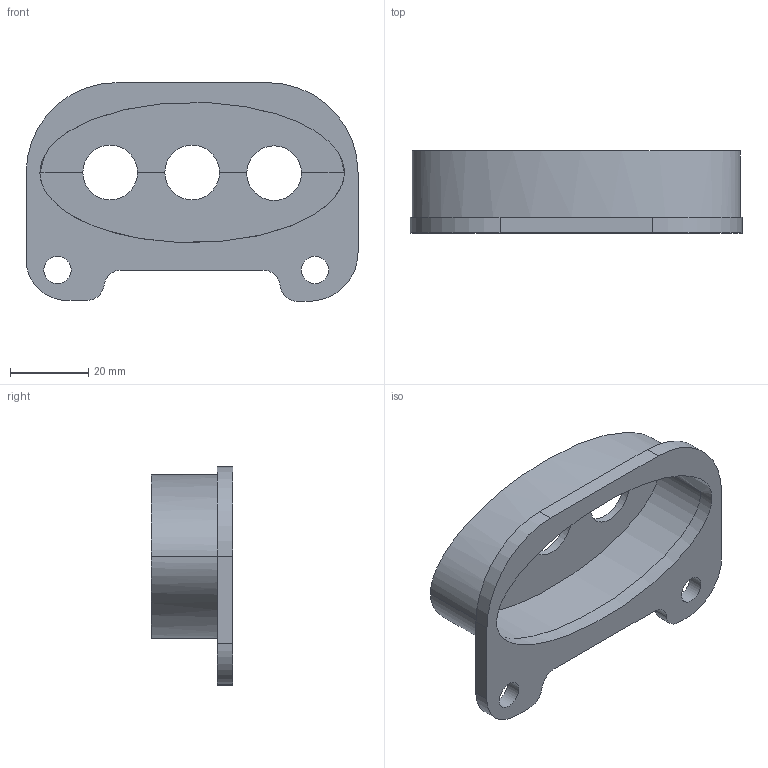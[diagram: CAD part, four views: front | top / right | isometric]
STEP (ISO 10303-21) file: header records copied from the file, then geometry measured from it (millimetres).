
FILE_DESCRIPTION(/* description */ (''),/* implementation_level */ '2;1');
FILE_NAME(/* name */ 'Prius gen 2 MG 2 phase wire cover v7.step',/* time_stamp */ '2022-05-12T18:41:35+01:00',/* author */ (''),/* organization */ (''),/* preprocessor_version */ 'ST-DEVELOPER v18.1',/* originating_system */ 'Autodesk Translation Framework v10.14.0.1471',/* authorisation */ '');
FILE_SCHEMA (('AUTOMOTIVE_DESIGN { 1 0 10303 214 3 1 1 }'));
Length unit declared in the file: millimetre
Products named in the file (1): Prius gen 2 MG 2 phase wire cover
Bounding box: 85.06 x 21 x 56 mm (x, y, z)
Volume: 20419.4 mm3; surface area: 16518.9 mm2
Topology: 2 solids, 2 shells, 41 faces, 111 edges, 74 vertices
Faces by surface type: plane 21, cylinder 16, bspline 4
Full cylindrical faces by diameter (mm): 7 x2
Entity records: 1386 total; most frequent: CARTESIAN_POINT 280, DIRECTION 228, ORIENTED_EDGE 222, EDGE_CURVE 111, AXIS2_PLACEMENT_3D 80, VERTEX_POINT 74, LINE 68, VECTOR 68
